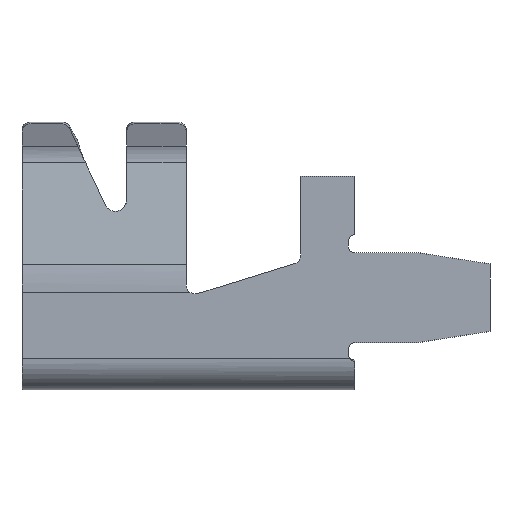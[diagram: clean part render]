
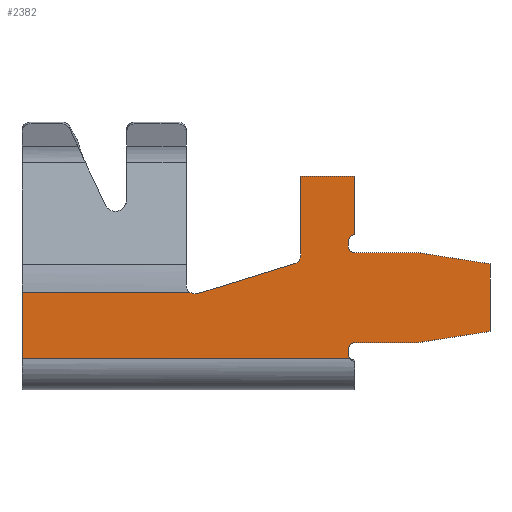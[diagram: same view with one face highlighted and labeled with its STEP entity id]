
A CAD part, front view. The second image highlights one B-rep face of the part: STEP entity #2382.
In plain terms, the highlighted planar face has unit normal (0, -1, 0).
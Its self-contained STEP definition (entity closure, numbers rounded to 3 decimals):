
#176=DIRECTION('',(-1.,0.,0.));
#177=VECTOR('',#176,7.288);
#178=CARTESIAN_POINT('',(3.638,-1.,-5.251));
#179=LINE('',#178,#177);
#342=DIRECTION('',(0.988,0.,-0.154));
#343=VECTOR('',#342,1.619);
#344=CARTESIAN_POINT('',(5.15,-1.,-2.901));
#345=LINE('',#344,#343);
#346=DIRECTION('',(0.,0.,-1.));
#347=VECTOR('',#346,1.5);
#348=CARTESIAN_POINT('',(6.75,-1.,-3.151));
#349=LINE('',#348,#347);
#350=DIRECTION('',(-0.988,0.,-0.154));
#351=VECTOR('',#350,1.619);
#352=CARTESIAN_POINT('',(6.75,-1.,-4.651));
#353=LINE('',#352,#351);
#354=DIRECTION('',(-1.,0.,0.));
#355=VECTOR('',#354,1.4);
#356=CARTESIAN_POINT('',(5.15,-1.,-4.901));
#357=LINE('',#356,#355);
#358=CARTESIAN_POINT('',(3.75,-1.,-5.051));
#359=DIRECTION('',(0.,1.,0.));
#360=DIRECTION('',(-1.,0.,0.));
#361=AXIS2_PLACEMENT_3D('',#358,#359,#360);
#363=DIRECTION('',(0.,0.,-1.));
#364=VECTOR('',#363,0.1);
#365=CARTESIAN_POINT('',(3.6,-1.,-5.051));
#366=LINE('',#365,#364);
#367=CARTESIAN_POINT('',(3.75,-1.,-5.151));
#368=DIRECTION('',(0.,1.,0.));
#369=DIRECTION('',(-0.745,0.,-0.667));
#370=AXIS2_PLACEMENT_3D('',#367,#368,#369);
#372=DIRECTION('',(0.955,0.,0.296));
#373=VECTOR('',#372,2.251);
#374=CARTESIAN_POINT('',(0.259,-1.,-3.81));
#375=LINE('',#374,#373);
#376=DIRECTION('',(1.,0.,0.));
#377=VECTOR('',#376,1.2);
#378=CARTESIAN_POINT('',(2.55,-1.,-1.201));
#379=LINE('',#378,#377);
#380=CARTESIAN_POINT('',(3.75,-1.,-2.651));
#381=DIRECTION('',(0.,1.,0.));
#382=DIRECTION('',(-1.,0.,0.));
#383=AXIS2_PLACEMENT_3D('',#380,#381,#382);
#385=DIRECTION('',(0.,0.,-1.));
#386=VECTOR('',#385,0.1);
#387=CARTESIAN_POINT('',(3.6,-1.,-2.651));
#388=LINE('',#387,#386);
#389=CARTESIAN_POINT('',(3.75,-1.,-2.751));
#390=DIRECTION('',(0.,1.,0.));
#391=DIRECTION('',(0.,0.,-1.));
#392=AXIS2_PLACEMENT_3D('',#389,#390,#391);
#394=DIRECTION('',(-1.,0.,0.));
#395=VECTOR('',#394,1.4);
#396=CARTESIAN_POINT('',(5.15,-1.,-2.901));
#397=LINE('',#396,#395);
#414=DIRECTION('',(0.,0.,-1.));
#415=VECTOR('',#414,1.47);
#416=CARTESIAN_POINT('',(-3.65,-1.,-3.781));
#417=LINE('',#416,#415);
#478=CARTESIAN_POINT('',(0.2,-1.,-3.619));
#479=DIRECTION('',(0.,1.,0.));
#480=DIRECTION('',(0.296,0.,-0.955));
#481=AXIS2_PLACEMENT_3D('',#478,#479,#480);
#491=CARTESIAN_POINT('',(2.35,-1.,-2.953));
#492=DIRECTION('',(0.,1.,0.));
#493=DIRECTION('',(1.,0.,0.));
#494=AXIS2_PLACEMENT_3D('',#491,#492,#493);
#501=DIRECTION('',(0.,0.,-1.));
#502=VECTOR('',#501,1.753);
#503=CARTESIAN_POINT('',(2.55,-1.,-1.201));
#504=LINE('',#503,#502);
#525=DIRECTION('',(0.,0.,1.));
#526=VECTOR('',#525,1.3);
#527=CARTESIAN_POINT('',(3.75,-1.,-2.501));
#528=LINE('',#527,#526);
#550=DIRECTION('',(-1.,0.,0.));
#551=VECTOR('',#550,3.732);
#552=CARTESIAN_POINT('',(0.082,-1.,-3.781));
#553=LINE('',#552,#551);
#1634=CARTESIAN_POINT('',(-3.65,-1.,-3.781));
#1635=CARTESIAN_POINT('',(-3.65,-1.,-5.251));
#1636=VERTEX_POINT('',#1634);
#1637=VERTEX_POINT('',#1635);
#1806=CARTESIAN_POINT('',(0.259,-1.,-3.81));
#1808=VERTEX_POINT('',#1806);
#1818=CARTESIAN_POINT('',(2.55,-1.,-2.953));
#1820=VERTEX_POINT('',#1818);
#1822=CARTESIAN_POINT('',(2.409,-1.,-3.144));
#1824=VERTEX_POINT('',#1822);
#1830=CARTESIAN_POINT('',(0.082,-1.,-3.781));
#1831=VERTEX_POINT('',#1830);
#1840=CARTESIAN_POINT('',(5.15,-1.,-2.901));
#1842=VERTEX_POINT('',#1840);
#1844=CARTESIAN_POINT('',(5.15,-1.,-4.901));
#1846=VERTEX_POINT('',#1844);
#1864=CARTESIAN_POINT('',(3.6,-1.,-2.651));
#1865=CARTESIAN_POINT('',(3.6,-1.,-2.751));
#1866=VERTEX_POINT('',#1864);
#1867=VERTEX_POINT('',#1865);
#1868=CARTESIAN_POINT('',(3.75,-1.,-2.901));
#1869=VERTEX_POINT('',#1868);
#1870=CARTESIAN_POINT('',(3.75,-1.,-2.501));
#1871=VERTEX_POINT('',#1870);
#1872=CARTESIAN_POINT('',(3.6,-1.,-5.051));
#1873=CARTESIAN_POINT('',(3.6,-1.,-5.151));
#1874=VERTEX_POINT('',#1872);
#1875=VERTEX_POINT('',#1873);
#1876=CARTESIAN_POINT('',(3.638,-1.,-5.251));
#1877=VERTEX_POINT('',#1876);
#1878=CARTESIAN_POINT('',(3.75,-1.,-4.901));
#1879=VERTEX_POINT('',#1878);
#1940=CARTESIAN_POINT('',(2.55,-1.,-1.201));
#1941=CARTESIAN_POINT('',(3.75,-1.,-1.201));
#1942=VERTEX_POINT('',#1940);
#1943=VERTEX_POINT('',#1941);
#1987=CARTESIAN_POINT('',(6.75,-1.,-3.151));
#1988=CARTESIAN_POINT('',(6.75,-1.,-4.651));
#1989=VERTEX_POINT('',#1987);
#1990=VERTEX_POINT('',#1988);
#2339=CARTESIAN_POINT('',(6.75,-1.,-3.781));
#2340=DIRECTION('',(0.,-1.,0.));
#2341=DIRECTION('',(0.,0.,-1.));
#2342=AXIS2_PLACEMENT_3D('',#2339,#2340,#2341);
#2343=PLANE('',#2342);
#2344=ORIENTED_EDGE('',*,*,#2332,.T.);
#2345=ORIENTED_EDGE('',*,*,#2320,.T.);
#2346=ORIENTED_EDGE('',*,*,#2306,.T.);
#2348=ORIENTED_EDGE('',*,*,#2347,.T.);
#2350=ORIENTED_EDGE('',*,*,#2349,.F.);
#2352=ORIENTED_EDGE('',*,*,#2351,.T.);
#2354=ORIENTED_EDGE('',*,*,#2353,.F.);
#2355=ORIENTED_EDGE('',*,*,#2090,.T.);
#2357=ORIENTED_EDGE('',*,*,#2356,.F.);
#2359=ORIENTED_EDGE('',*,*,#2358,.F.);
#2361=ORIENTED_EDGE('',*,*,#2360,.F.);
#2363=ORIENTED_EDGE('',*,*,#2362,.T.);
#2365=ORIENTED_EDGE('',*,*,#2364,.F.);
#2367=ORIENTED_EDGE('',*,*,#2366,.F.);
#2369=ORIENTED_EDGE('',*,*,#2368,.T.);
#2371=ORIENTED_EDGE('',*,*,#2370,.F.);
#2373=ORIENTED_EDGE('',*,*,#2372,.F.);
#2375=ORIENTED_EDGE('',*,*,#2374,.T.);
#2377=ORIENTED_EDGE('',*,*,#2376,.F.);
#2379=ORIENTED_EDGE('',*,*,#2378,.F.);
#2380=EDGE_LOOP('',(#2344,#2345,#2346,#2348,#2350,#2352,#2354,#2355,#2357,#2359,
#2361,#2363,#2365,#2367,#2369,#2371,#2373,#2375,#2377,#2379));
#2381=FACE_OUTER_BOUND('',#2380,.F.);
#362=CIRCLE('',#361,0.15);
#371=CIRCLE('',#370,0.15);
#384=CIRCLE('',#383,0.15);
#393=CIRCLE('',#392,0.15);
#482=CIRCLE('',#481,0.2);
#495=CIRCLE('',#494,0.2);
#2090=EDGE_CURVE('',#1877,#1637,#179,.T.);
#2306=EDGE_CURVE('',#1990,#1846,#353,.T.);
#2320=EDGE_CURVE('',#1989,#1990,#349,.T.);
#2332=EDGE_CURVE('',#1842,#1989,#345,.T.);
#2347=EDGE_CURVE('',#1846,#1879,#357,.T.);
#2349=EDGE_CURVE('',#1874,#1879,#362,.T.);
#2351=EDGE_CURVE('',#1874,#1875,#366,.T.);
#2353=EDGE_CURVE('',#1877,#1875,#371,.T.);
#2356=EDGE_CURVE('',#1636,#1637,#417,.T.);
#2358=EDGE_CURVE('',#1831,#1636,#553,.T.);
#2360=EDGE_CURVE('',#1808,#1831,#482,.T.);
#2362=EDGE_CURVE('',#1808,#1824,#375,.T.);
#2364=EDGE_CURVE('',#1820,#1824,#495,.T.);
#2366=EDGE_CURVE('',#1942,#1820,#504,.T.);
#2368=EDGE_CURVE('',#1942,#1943,#379,.T.);
#2370=EDGE_CURVE('',#1871,#1943,#528,.T.);
#2372=EDGE_CURVE('',#1866,#1871,#384,.T.);
#2374=EDGE_CURVE('',#1866,#1867,#388,.T.);
#2376=EDGE_CURVE('',#1869,#1867,#393,.T.);
#2378=EDGE_CURVE('',#1842,#1869,#397,.T.);
#2382=ADVANCED_FACE('',(#2381),#2343,.T.);
